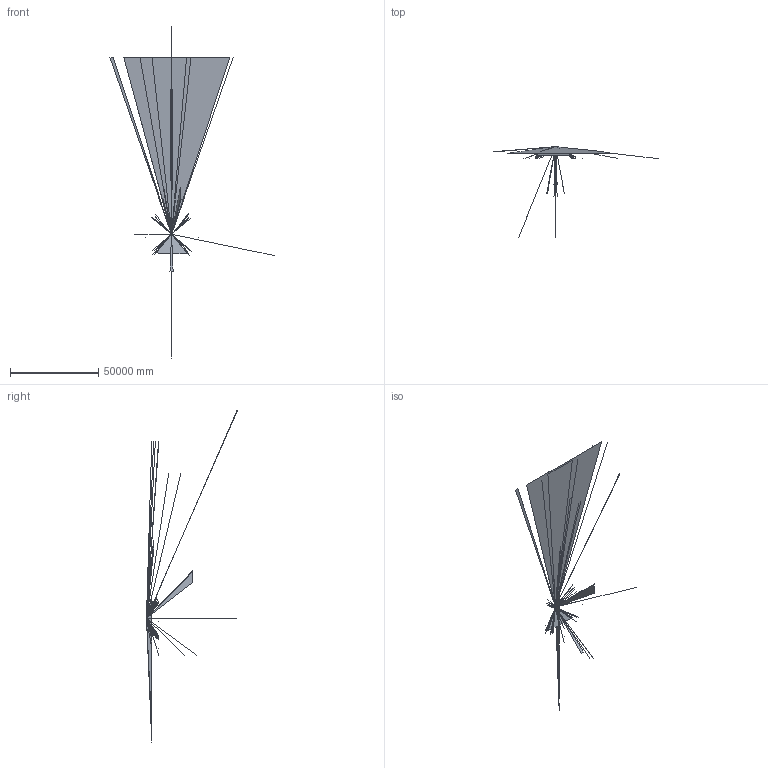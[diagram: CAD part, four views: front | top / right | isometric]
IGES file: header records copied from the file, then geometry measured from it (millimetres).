
Start section: C
Global section: file name: MHR1.igs; native system: By Siemens PLM Incorporated; preprocessor: XPlus GENERIC/IGES 18.0.17; author: Author; organization: Title; date: 20160429.144158; units: millimetre
Bounding box: 92850 x 51520.82 x 187850 mm (x, y, z)
Volume: 9372965.4 mm3; surface area: 42237.1 mm2
Topology: 4 solids, 12 shells, 95 faces, 213 edges, 136 vertices
Faces by surface type: bspline 95
